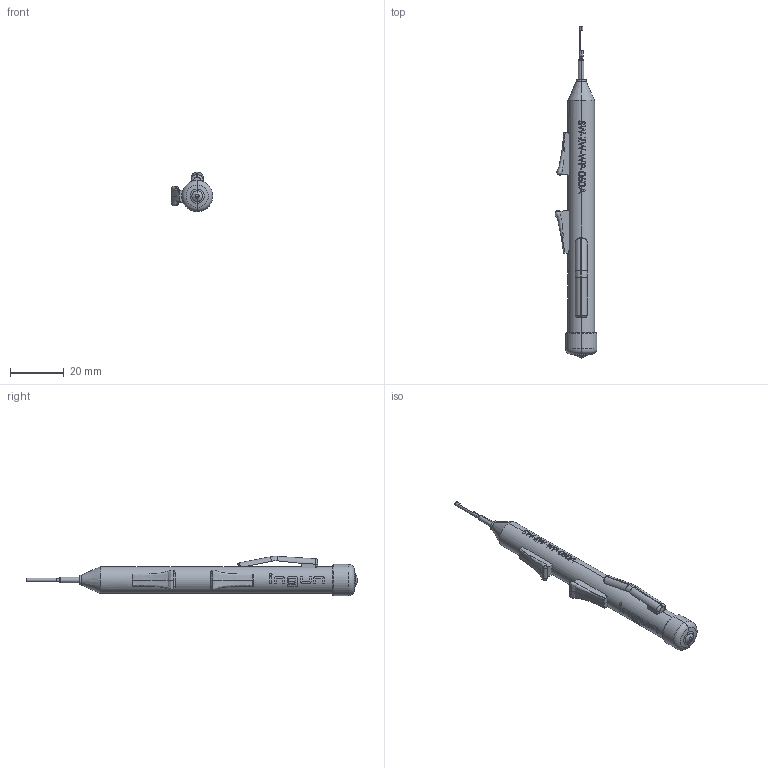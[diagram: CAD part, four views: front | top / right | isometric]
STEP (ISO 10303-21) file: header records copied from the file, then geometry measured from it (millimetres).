
FILE_DESCRIPTION (( 'STEP AP203' ), '1' );
FILE_NAME ('INGUN_SW-ZW-WP-050_A.STEP', '2025-10-24T08:41:35', ( '' ), ( '' ), 'SwSTEP 2.0', 'SolidWorks 2023', '' );
FILE_SCHEMA (( 'CONFIG_CONTROL_DESIGN' ));
Length unit declared in the file: millimetre
Products named in the file (1): INGUN_SW-ZW-WP-050_A
Bounding box: 15.48 x 123.53 x 14.63 mm (x, y, z)
Volume: 8582.8 mm3; surface area: 4001.8 mm2
Topology: 1 solids, 1 shells, 367 faces, 1032 edges, 678 vertices
Faces by surface type: plane 132, bspline 121, cylinder 78, cone 18, torus 16, sphere 2
Entity records: 33888 total; most frequent: CARTESIAN_POINT 25443, ORIENTED_EDGE 2064, DIRECTION 1252, EDGE_CURVE 1032, VERTEX_POINT 678, B_SPLINE_CURVE_WITH_KNOTS 421, AXIS2_PLACEMENT_3D 419, VECTOR 414
